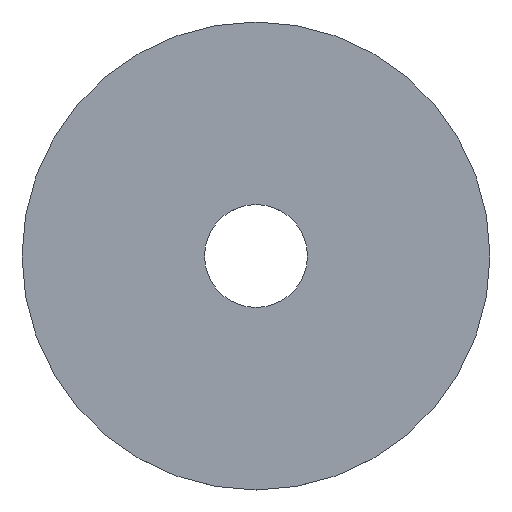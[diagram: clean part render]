
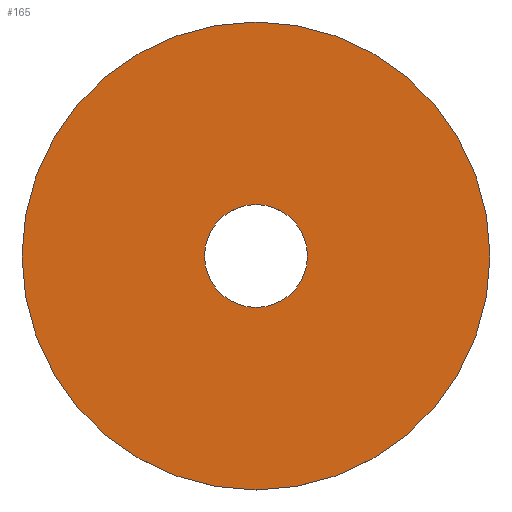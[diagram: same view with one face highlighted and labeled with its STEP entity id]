
A CAD part, top view. The second image highlights one B-rep face of the part: STEP entity #165.
In plain terms, the highlighted planar face has unit normal (0, 0, 1).
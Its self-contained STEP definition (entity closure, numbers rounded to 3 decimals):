
#5 = EDGE_LOOP ( 'NONE', ( #160 ) ) ;
#11 = VERTEX_POINT ( 'NONE', #42 ) ;
#13 = CIRCLE ( 'NONE', #134, 11. ) ;
#16 = EDGE_CURVE ( 'NONE', #11, #11, #13, .T. ) ;
#28 = CARTESIAN_POINT ( 'NONE',  ( 0., 0., 1.6 ) ) ;
#40 = FACE_OUTER_BOUND ( 'NONE', #5, .T. ) ;
#41 = DIRECTION ( 'NONE',  ( 0., 0., -1. ) ) ;
#42 = CARTESIAN_POINT ( 'NONE',  ( 0., 11., 1.6 ) ) ;
#51 = DIRECTION ( 'NONE',  ( 0., 1., 0. ) ) ;
#54 = EDGE_CURVE ( 'NONE', #147, #147, #116, .T. ) ;
#65 = DIRECTION ( 'NONE',  ( 0., -1., 0. ) ) ;
#79 = PLANE ( 'NONE',  #168 ) ;
#80 = DIRECTION ( 'NONE',  ( 0., 1., 0. ) ) ;
#89 = EDGE_LOOP ( 'NONE', ( #130 ) ) ;
#92 = CARTESIAN_POINT ( 'NONE',  ( 0., 11., 1.6 ) ) ;
#94 = DIRECTION ( 'NONE',  ( 0., 0., -1. ) ) ;
#95 = CARTESIAN_POINT ( 'NONE',  ( 0., 0., 1.6 ) ) ;
#112 = AXIS2_PLACEMENT_3D ( 'NONE', #95, #94, #80 ) ;
#116 = CIRCLE ( 'NONE', #112, 50. ) ;
#121 = FACE_BOUND ( 'NONE', #89, .T. ) ;
#122 = DIRECTION ( 'NONE',  ( 0., 0., 1. ) ) ;
#130 = ORIENTED_EDGE ( 'NONE', *, *, #16, .T. ) ;
#134 = AXIS2_PLACEMENT_3D ( 'NONE', #28, #41, #51 ) ;
#143 = CARTESIAN_POINT ( 'NONE',  ( 0., 50., 1.6 ) ) ;
#147 = VERTEX_POINT ( 'NONE', #143 ) ;
#160 = ORIENTED_EDGE ( 'NONE', *, *, #54, .F. ) ;
#165 = ADVANCED_FACE ( 'NONE', ( #121, #40 ), #79, .T. ) ;
#168 = AXIS2_PLACEMENT_3D ( 'NONE', #92, #122, #65 ) ;
